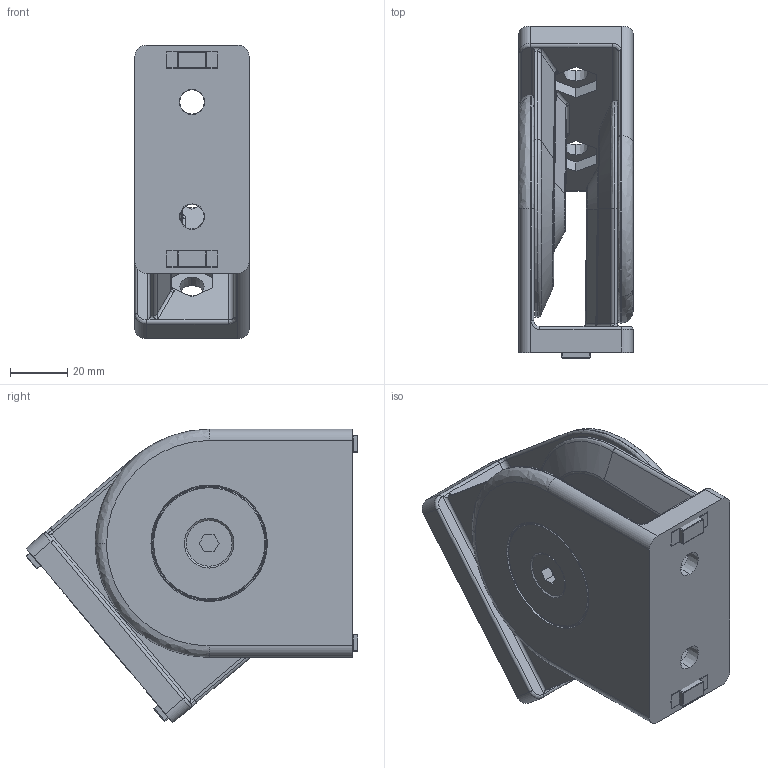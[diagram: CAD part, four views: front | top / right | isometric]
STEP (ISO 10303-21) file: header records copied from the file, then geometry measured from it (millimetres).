
FILE_DESCRIPTION (( 'STEP AP203' ), '1' );
FILE_NAME ('084.311.011.STEP', '2013-01-25T14:35:15', ( 'Alusic' ), ( 'Alusic' ), 'SwSTEP 2.0', 'SolidWorks 2011', '' );
FILE_SCHEMA (( 'CONFIG_CONTROL_DESIGN' ));
Length unit declared in the file: millimetre
Products named in the file (7): 093gr02_093 g r02; 084.311.011; 093g4080an; 4din7991m0816e_4din7991m0816e; 093g4080r01_093 g 4080 r02; 093gr14_093 g 40.05; 093gr01_093 g r01
Assembly tree (13 placements, depth 3):
  084.311.011
    093g4080an
      093gr14_093 g 40.05  x4
      093gr01_093 g r01  x2
      4din7991m0816e_4din7991m0816e  x2
      093gr02_093 g r02  x2
      093g4080r01_093 g 4080 r02  x2
Bounding box: 39.8 x 115.79 x 102.43 mm (x, y, z)
Volume: 179463.8 mm3; surface area: 79879.4 mm2
Topology: 12 solids, 12 shells, 900 faces, 2054 edges, 1202 vertices
Faces by surface type: cylinder 340, plane 260, bspline 222, cone 78
Entity records: 14051 total; most frequent: CARTESIAN_POINT 5105, ORIENTED_EDGE 1714, DIRECTION 1675, EDGE_CURVE 857, AXIS2_PLACEMENT_3D 655, VERTEX_POINT 513, EDGE_LOOP 394, ADVANCED_FACE 368
